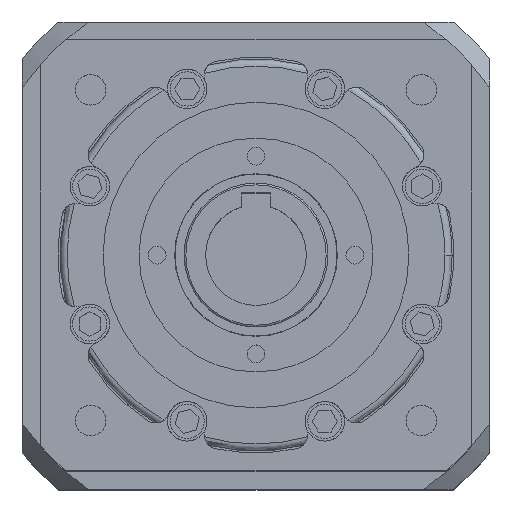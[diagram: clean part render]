
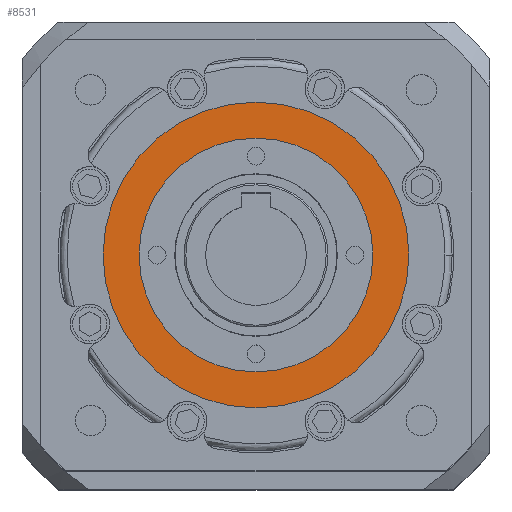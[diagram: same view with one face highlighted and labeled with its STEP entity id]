
A CAD part, top view. The second image highlights one B-rep face of the part: STEP entity #8531.
In plain terms, the highlighted planar face has unit normal (0, 0, 1).
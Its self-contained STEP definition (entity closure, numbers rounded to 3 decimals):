
#33 = CARTESIAN_POINT ( 'NONE',  ( 0., 0., 125.9 ) ) ;
#264 = CIRCLE ( 'NONE', #11252, 32.5 ) ;
#716 = CARTESIAN_POINT ( 'NONE',  ( 32.5, 0., 125.9 ) ) ;
#1030 = DIRECTION ( 'NONE',  ( 1., 0., 0. ) ) ;
#1071 = VERTEX_POINT ( 'NONE', #2733 ) ;
#2105 = CARTESIAN_POINT ( 'NONE',  ( 0., 0., 125.9 ) ) ;
#2130 = ORIENTED_EDGE ( 'NONE', *, *, #7487, .F. ) ;
#2733 = CARTESIAN_POINT ( 'NONE',  ( -32.5, 0., 125.9 ) ) ;
#2780 = EDGE_LOOP ( 'NONE', ( #12586, #7492 ) ) ;
#3008 = VERTEX_POINT ( 'NONE', #7590 ) ;
#3116 = DIRECTION ( 'NONE',  ( 1., 0., 0. ) ) ;
#3254 = DIRECTION ( 'NONE',  ( 0., 0., 1. ) ) ;
#3531 = CARTESIAN_POINT ( 'NONE',  ( 0., 0., 125.9 ) ) ;
#3535 = FACE_BOUND ( 'NONE', #6469, .T. ) ;
#4369 = CARTESIAN_POINT ( 'NONE',  ( 42.5, 0., 125.9 ) ) ;
#4422 = DIRECTION ( 'NONE',  ( 0., 0., 1. ) ) ;
#4521 = DIRECTION ( 'NONE',  ( 1., 0., 0. ) ) ;
#4931 = CIRCLE ( 'NONE', #10709, 32.5 ) ;
#5637 = VERTEX_POINT ( 'NONE', #716 ) ;
#6360 = AXIS2_PLACEMENT_3D ( 'NONE', #10386, #4422, #11366 ) ;
#6469 = EDGE_LOOP ( 'NONE', ( #10459, #2130 ) ) ;
#6514 = FACE_OUTER_BOUND ( 'NONE', #2780, .T. ) ;
#6859 = EDGE_CURVE ( 'NONE', #3008, #9547, #8041, .T. ) ;
#6986 = DIRECTION ( 'NONE',  ( 0., 0., 1. ) ) ;
#7487 = EDGE_CURVE ( 'NONE', #1071, #5637, #264, .T. ) ;
#7492 = ORIENTED_EDGE ( 'NONE', *, *, #6859, .T. ) ;
#7576 = EDGE_CURVE ( 'NONE', #9547, #3008, #9239, .T. ) ;
#7590 = CARTESIAN_POINT ( 'NONE',  ( -42.5, 0., 125.9 ) ) ;
#8041 = CIRCLE ( 'NONE', #10004, 42.5 ) ;
#8043 = AXIS2_PLACEMENT_3D ( 'NONE', #33, #6986, #1030 ) ;
#8531 = ADVANCED_FACE ( 'NONE', ( #3535, #6514 ), #8916, .T. ) ;
#8589 = EDGE_CURVE ( 'NONE', #5637, #1071, #4931, .T. ) ;
#8916 = PLANE ( 'NONE',  #8043 ) ;
#9043 = DIRECTION ( 'NONE',  ( 0., 0., 1. ) ) ;
#9197 = CARTESIAN_POINT ( 'NONE',  ( 0., 0., 125.9 ) ) ;
#9239 = CIRCLE ( 'NONE', #6360, 42.5 ) ;
#9547 = VERTEX_POINT ( 'NONE', #4369 ) ;
#10004 = AXIS2_PLACEMENT_3D ( 'NONE', #3531, #10486, #4521 ) ;
#10208 = DIRECTION ( 'NONE',  ( 1., 0., 0. ) ) ;
#10386 = CARTESIAN_POINT ( 'NONE',  ( 0., 0., 125.9 ) ) ;
#10459 = ORIENTED_EDGE ( 'NONE', *, *, #8589, .F. ) ;
#10486 = DIRECTION ( 'NONE',  ( 0., 0., 1. ) ) ;
#10709 = AXIS2_PLACEMENT_3D ( 'NONE', #2105, #9043, #3116 ) ;
#11252 = AXIS2_PLACEMENT_3D ( 'NONE', #9197, #3254, #10208 ) ;
#11366 = DIRECTION ( 'NONE',  ( 1., 0., 0. ) ) ;
#12586 = ORIENTED_EDGE ( 'NONE', *, *, #7576, .T. ) ;
